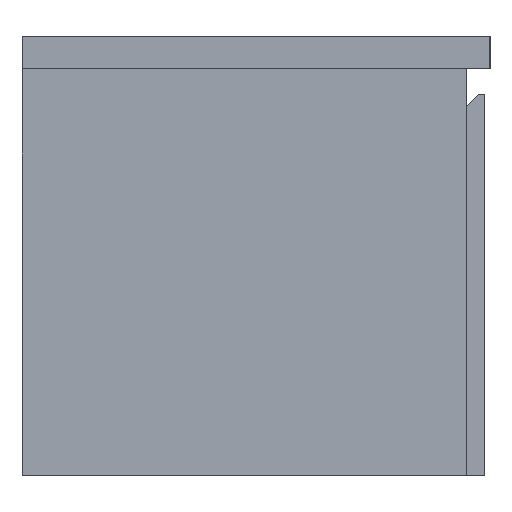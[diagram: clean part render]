
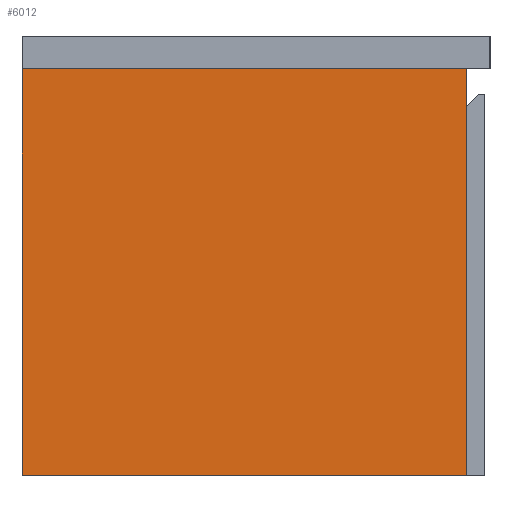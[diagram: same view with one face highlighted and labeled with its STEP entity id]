
A CAD part, left-side view. The second image highlights one B-rep face of the part: STEP entity #6012.
In plain terms, the highlighted face is planar.
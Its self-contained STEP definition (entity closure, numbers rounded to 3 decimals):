
#347 = VERTEX_POINT ( 'NONE', #29257 ) ;
#775 = VERTEX_POINT ( 'NONE', #41372 ) ;
#1277 = ORIENTED_EDGE ( 'NONE', *, *, #21374, .F. ) ;
#2453 = CARTESIAN_POINT ( 'NONE',  ( 0., 437., -2. ) ) ;
#2749 = VECTOR ( 'NONE', #17135, 1000. ) ;
#5468 = VECTOR ( 'NONE', #21309, 1000. ) ;
#6012 = ADVANCED_FACE ( 'NONE', ( #38489 ), #8977, .T. ) ;
#7307 = VECTOR ( 'NONE', #26235, 1000. ) ;
#8753 = CARTESIAN_POINT ( 'NONE',  ( 0., 437., -2. ) ) ;
#8977 = PLANE ( 'NONE',  #25665 ) ;
#9040 = DIRECTION ( 'NONE',  ( -1., 0., 0. ) ) ;
#9085 = EDGE_CURVE ( 'NONE', #11216, #22888, #40335, .T. ) ;
#9929 = LINE ( 'NONE', #2453, #7307 ) ;
#11216 = VERTEX_POINT ( 'NONE', #13578 ) ;
#11761 = VECTOR ( 'NONE', #9040, 1000. ) ;
#13578 = CARTESIAN_POINT ( 'NONE',  ( 400., 0., -2. ) ) ;
#16991 = CARTESIAN_POINT ( 'NONE',  ( 400., 437., -2. ) ) ;
#17135 = DIRECTION ( 'NONE',  ( 0., 1., 0. ) ) ;
#17827 = CARTESIAN_POINT ( 'NONE',  ( 400., 437., -2. ) ) ;
#21309 = DIRECTION ( 'NONE',  ( 1., 0., 0. ) ) ;
#21374 = EDGE_CURVE ( 'NONE', #347, #775, #9929, .T. ) ;
#22606 = CARTESIAN_POINT ( 'NONE',  ( 0., 437., -2. ) ) ;
#22888 = VERTEX_POINT ( 'NONE', #17827 ) ;
#24035 = EDGE_CURVE ( 'NONE', #775, #11216, #32225, .T. ) ;
#24661 = LINE ( 'NONE', #8753, #11761 ) ;
#25665 = AXIS2_PLACEMENT_3D ( 'NONE', #22606, #35953, #42783 ) ;
#26235 = DIRECTION ( 'NONE',  ( 0., -1., 0. ) ) ;
#28613 = ORIENTED_EDGE ( 'NONE', *, *, #32189, .F. ) ;
#29257 = CARTESIAN_POINT ( 'NONE',  ( 0., 437., -2. ) ) ;
#31182 = EDGE_LOOP ( 'NONE', ( #1277, #28613, #35215, #43269 ) ) ;
#32189 = EDGE_CURVE ( 'NONE', #22888, #347, #24661, .T. ) ;
#32225 = LINE ( 'NONE', #39083, #5468 ) ;
#35215 = ORIENTED_EDGE ( 'NONE', *, *, #9085, .F. ) ;
#35953 = DIRECTION ( 'NONE',  ( 0., 0., -1. ) ) ;
#38489 = FACE_OUTER_BOUND ( 'NONE', #31182, .T. ) ;
#39083 = CARTESIAN_POINT ( 'NONE',  ( 0., 0., -2. ) ) ;
#40335 = LINE ( 'NONE', #16991, #2749 ) ;
#41372 = CARTESIAN_POINT ( 'NONE',  ( 0., 0., -2. ) ) ;
#42783 = DIRECTION ( 'NONE',  ( -1., 0., 0. ) ) ;
#43269 = ORIENTED_EDGE ( 'NONE', *, *, #24035, .F. ) ;
